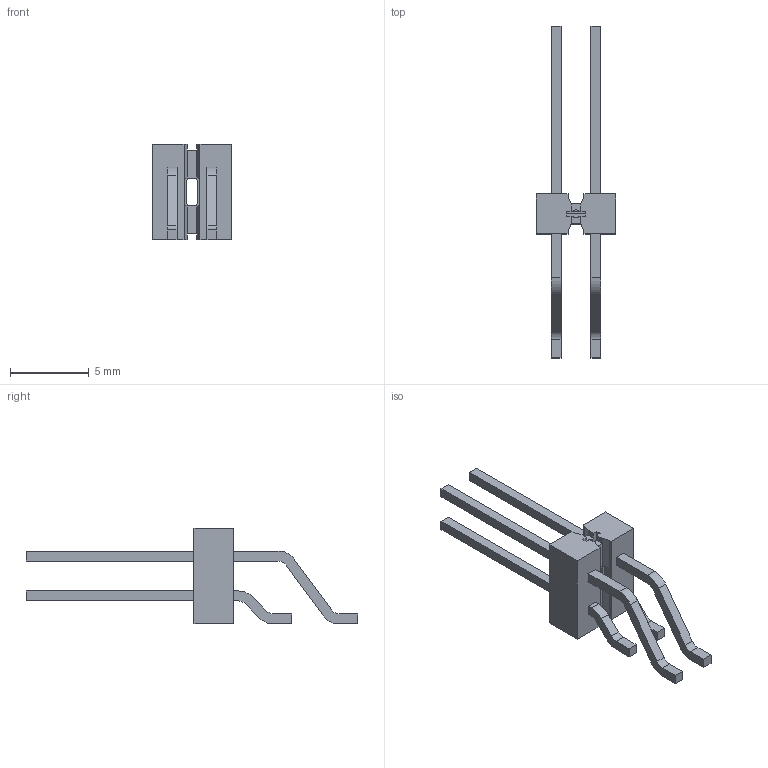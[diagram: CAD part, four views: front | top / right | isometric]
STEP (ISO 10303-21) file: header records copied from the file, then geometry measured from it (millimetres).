
FILE_DESCRIPTION(('FreeCAD Model'),'2;1');
FILE_NAME('Open CASCADE Shape Model','2025-02-20T15:20:00',(''),(''), 'Open CASCADE STEP processor 7.8','FreeCAD','Unknown');
FILE_SCHEMA(('AUTOMOTIVE_DESIGN { 1 0 10303 214 1 1 1 1 }'));
Length unit declared in the file: millimetre
Products named in the file (4): TSM-102-03-L-DH-P-TR_(pad hidden); TSM-102-03-DH_body; T-1S6-09-L(-03-2-DH); T-1S6-09-L(-03-2-DH)2
Assembly tree (3 placements, depth 2):
  TSM-102-03-L-DH-P-TR_(pad hidden)
    TSM-102-03-DH_body
    T-1S6-09-L(-03-2-DH)
    T-1S6-09-L(-03-2-DH)2
Bounding box: 5.08 x 21.08 x 6.1 mm (x, y, z)
Volume: 97.5 mm3; surface area: 400.6 mm2
Topology: 3 solids, 3 shells, 178 faces, 484 edges, 320 vertices
Faces by surface type: plane 158, cylinder 20
Entity records: 5645 total; most frequent: CARTESIAN_POINT 986, ORIENTED_EDGE 968, DIRECTION 888, EDGE_CURVE 484, LINE 444, VECTOR 444, VERTEX_POINT 320, AXIS2_PLACEMENT_3D 222
